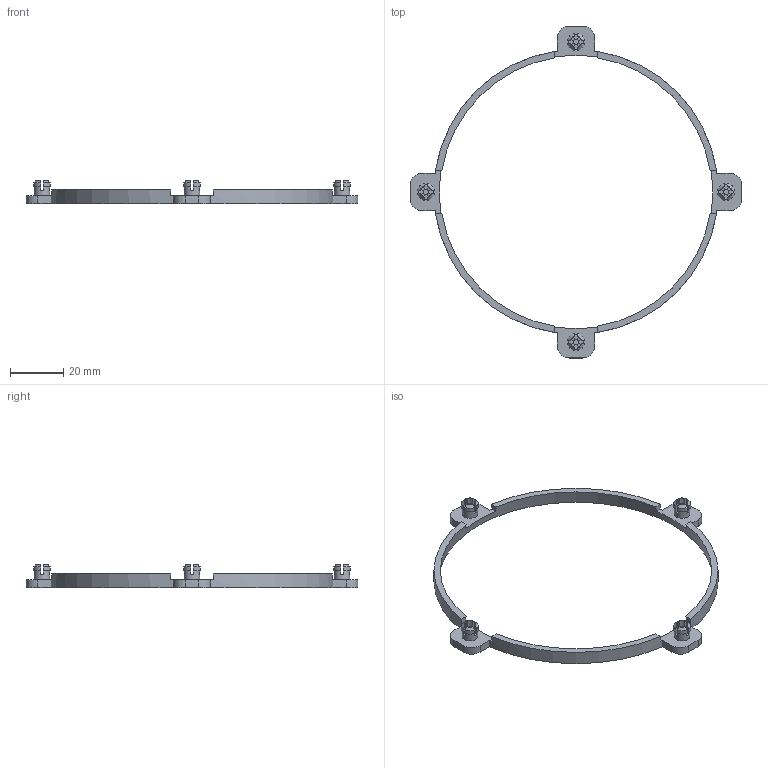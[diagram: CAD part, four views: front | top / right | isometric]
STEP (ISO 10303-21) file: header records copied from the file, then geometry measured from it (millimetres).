
FILE_DESCRIPTION(('FreeCAD Model'),'2;1');
FILE_NAME('bague-sup.step', '2018-03-04T10:14:17',('Author'),(''), 'Open CASCADE STEP processor 6.8','FreeCAD','Unknown');
FILE_SCHEMA(('AUTOMOTIVE_DESIGN_CC2 { 1 2 10303 214 -1 1 5 4 }'));
Length unit declared in the file: millimetre
Products named in the file (1): refine_Cut009
Bounding box: 125 x 125 x 8.8 mm (x, y, z)
Volume: 4982.2 mm3; surface area: 6338 mm2
Topology: 1 solids, 1 shells, 198 faces, 588 edges, 395 vertices
Faces by surface type: plane 129, cylinder 52, cone 17
Full cylindrical faces by diameter (mm): 2 x4, 5.8 x4
Entity records: 14341 total; most frequent: CARTESIAN_POINT 3680, DIRECTION 1766, ORIENTED_EDGE 1176, PCURVE 1176, DEFINITIONAL_REPRESENTATION 1176, LINE 742, VECTOR 742, EDGE_CURVE 588
